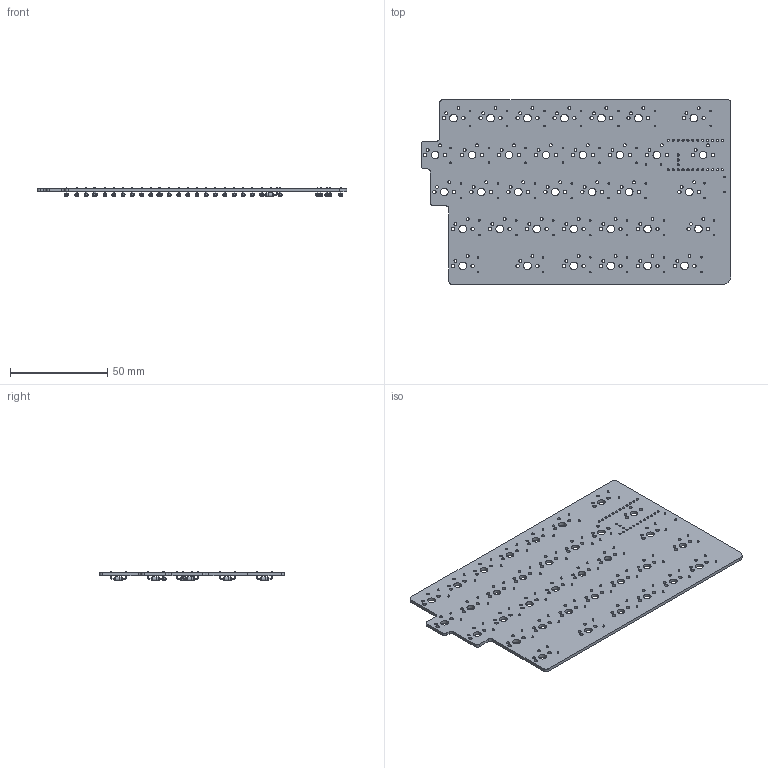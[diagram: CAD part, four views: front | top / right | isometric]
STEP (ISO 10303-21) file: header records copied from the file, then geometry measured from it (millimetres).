
FILE_DESCRIPTION(('KiCad electronic assembly'),'2;1');
FILE_NAME('keyboard.step','2022-08-16T09:18:28',('An Author'),( 'A Company'),'Open CASCADE STEP processor 6.9', 'KiCad to STEP converter','Unknown');
FILE_SCHEMA(('AUTOMOTIVE_DESIGN { 1 0 10303 214 1 1 1 1 }'));
Length unit declared in the file: millimetre
Products named in the file (4): Open CASCADE STEP translator 6.9 1; D_DO-35_SOD27_P7.62mm_Horizontal; COMPOUND
Assembly tree (37 placements, depth 3):
  Open CASCADE STEP translator 6.9 1
    D_DO-35_SOD27_P7.62mm_Horizontal  x35
      COMPOUND
    COMPOUND
Bounding box: 159.54 x 95.25 x 5.01 mm (x, y, z)
Volume: 22186.3 mm3; surface area: 32008.7 mm2
Topology: 71 solids, 71 shells, 855 faces, 1719 edges, 1076 vertices
Faces by surface type: cylinder 492, plane 223, torus 140
Full cylindrical faces by diameter (mm): 0.5 x105, 0.8 x70, 1.092 x27, 1.47 x70, 1.75 x70, 2 x70, 2.02 x35, 3.988 x35
Entity records: 23999 total; most frequent: DIRECTION 3983, CARTESIAN_POINT 3766, ORIENTED_EDGE 1806, PCURVE 1806, DEFINITIONAL_REPRESENTATION 1806, LINE 1551, VECTOR 1551, CIRCLE 1152
